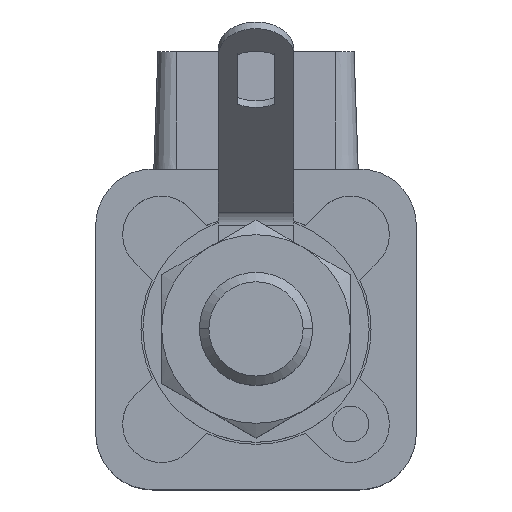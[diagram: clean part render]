
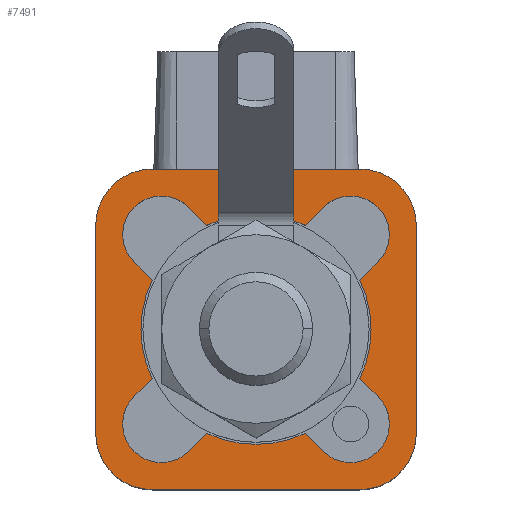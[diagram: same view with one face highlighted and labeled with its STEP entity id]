
A CAD part, top view. The second image highlights one B-rep face of the part: STEP entity #7491.
In plain terms, the highlighted planar face has unit normal (0, 0, 1).
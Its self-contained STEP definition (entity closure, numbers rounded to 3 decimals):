
#51=DIRECTION('',(1.,0.,0.));
#52=VECTOR('',#51,11.);
#53=CARTESIAN_POINT('',(-5.5,8.5,0.));
#54=LINE('',#53,#52);
#55=CARTESIAN_POINT('',(5.5,5.5,0.));
#56=DIRECTION('',(0.,0.,-1.));
#57=DIRECTION('',(0.,1.,0.));
#58=AXIS2_PLACEMENT_3D('',#55,#56,#57);
#60=DIRECTION('',(0.,-1.,0.));
#61=VECTOR('',#60,11.);
#62=CARTESIAN_POINT('',(8.5,5.5,0.));
#63=LINE('',#62,#61);
#64=CARTESIAN_POINT('',(5.5,-5.5,0.));
#65=DIRECTION('',(0.,0.,-1.));
#66=DIRECTION('',(1.,0.,0.));
#67=AXIS2_PLACEMENT_3D('',#64,#65,#66);
#69=DIRECTION('',(-1.,0.,0.));
#70=VECTOR('',#69,11.);
#71=CARTESIAN_POINT('',(5.5,-8.5,0.));
#72=LINE('',#71,#70);
#73=CARTESIAN_POINT('',(-5.5,-5.5,0.));
#74=DIRECTION('',(0.,0.,-1.));
#75=DIRECTION('',(0.,-1.,0.));
#76=AXIS2_PLACEMENT_3D('',#73,#74,#75);
#78=DIRECTION('',(0.,1.,0.));
#79=VECTOR('',#78,11.);
#80=CARTESIAN_POINT('',(-8.5,-5.5,0.));
#81=LINE('',#80,#79);
#82=CARTESIAN_POINT('',(-5.5,5.5,0.));
#83=DIRECTION('',(0.,0.,-1.));
#84=DIRECTION('',(-1.,0.,0.));
#85=AXIS2_PLACEMENT_3D('',#82,#83,#84);
#87=CARTESIAN_POINT('',(0.,0.,0.));
#88=DIRECTION('',(0.,0.,1.));
#89=DIRECTION('',(0.428,0.904,0.));
#90=AXIS2_PLACEMENT_3D('',#87,#88,#89);
#92=DIRECTION('',(-0.707,0.707,0.));
#93=VECTOR('',#92,1.355);
#94=CARTESIAN_POINT('',(-2.613,5.512,0.));
#95=LINE('',#94,#93);
#96=CARTESIAN_POINT('',(-5.02,5.02,0.));
#97=DIRECTION('',(0.,0.,1.));
#98=DIRECTION('',(0.707,0.707,0.));
#99=AXIS2_PLACEMENT_3D('',#96,#97,#98);
#101=DIRECTION('',(0.707,-0.707,0.));
#102=VECTOR('',#101,1.355);
#103=CARTESIAN_POINT('',(-6.47,3.571,0.));
#104=LINE('',#103,#102);
#105=CARTESIAN_POINT('',(0.,0.,0.));
#106=DIRECTION('',(0.,0.,1.));
#107=DIRECTION('',(-0.904,0.428,0.));
#108=AXIS2_PLACEMENT_3D('',#105,#106,#107);
#110=DIRECTION('',(-0.707,-0.707,0.));
#111=VECTOR('',#110,1.355);
#112=CARTESIAN_POINT('',(-5.512,-2.613,0.));
#113=LINE('',#112,#111);
#114=CARTESIAN_POINT('',(-5.02,-5.02,0.));
#115=DIRECTION('',(0.,0.,1.));
#116=DIRECTION('',(-0.707,0.707,0.));
#117=AXIS2_PLACEMENT_3D('',#114,#115,#116);
#119=DIRECTION('',(0.707,0.707,0.));
#120=VECTOR('',#119,1.355);
#121=CARTESIAN_POINT('',(-3.571,-6.47,0.));
#122=LINE('',#121,#120);
#123=CARTESIAN_POINT('',(0.,0.,0.));
#124=DIRECTION('',(0.,0.,1.));
#125=DIRECTION('',(-0.428,-0.904,0.));
#126=AXIS2_PLACEMENT_3D('',#123,#124,#125);
#128=DIRECTION('',(0.707,-0.707,0.));
#129=VECTOR('',#128,1.355);
#130=CARTESIAN_POINT('',(2.613,-5.512,0.));
#131=LINE('',#130,#129);
#132=CARTESIAN_POINT('',(5.02,-5.02,0.));
#133=DIRECTION('',(0.,0.,1.));
#134=DIRECTION('',(-0.707,-0.707,0.));
#135=AXIS2_PLACEMENT_3D('',#132,#133,#134);
#137=DIRECTION('',(-0.707,0.707,0.));
#138=VECTOR('',#137,1.355);
#139=CARTESIAN_POINT('',(6.47,-3.571,0.));
#140=LINE('',#139,#138);
#141=CARTESIAN_POINT('',(0.,0.,0.));
#142=DIRECTION('',(0.,0.,1.));
#143=DIRECTION('',(0.904,-0.428,0.));
#144=AXIS2_PLACEMENT_3D('',#141,#142,#143);
#146=DIRECTION('',(0.707,0.707,0.));
#147=VECTOR('',#146,1.355);
#148=CARTESIAN_POINT('',(5.512,2.613,0.));
#149=LINE('',#148,#147);
#150=CARTESIAN_POINT('',(5.02,5.02,0.));
#151=DIRECTION('',(0.,0.,1.));
#152=DIRECTION('',(0.707,-0.707,0.));
#153=AXIS2_PLACEMENT_3D('',#150,#151,#152);
#155=DIRECTION('',(-0.707,-0.707,0.));
#156=VECTOR('',#155,1.355);
#157=CARTESIAN_POINT('',(3.571,6.47,0.));
#158=LINE('',#157,#156);
#6089=CARTESIAN_POINT('',(-5.5,8.5,0.));
#6090=CARTESIAN_POINT('',(5.5,8.5,0.));
#6091=VERTEX_POINT('',#6089);
#6092=VERTEX_POINT('',#6090);
#6093=CARTESIAN_POINT('',(8.5,5.5,0.));
#6094=VERTEX_POINT('',#6093);
#6095=CARTESIAN_POINT('',(8.5,-5.5,0.));
#6096=VERTEX_POINT('',#6095);
#6097=CARTESIAN_POINT('',(5.5,-8.5,0.));
#6098=VERTEX_POINT('',#6097);
#6099=CARTESIAN_POINT('',(-5.5,-8.5,0.));
#6100=VERTEX_POINT('',#6099);
#6101=CARTESIAN_POINT('',(-8.5,-5.5,0.));
#6102=VERTEX_POINT('',#6101);
#6103=CARTESIAN_POINT('',(-8.5,5.5,0.));
#6104=VERTEX_POINT('',#6103);
#7386=CARTESIAN_POINT('',(2.613,5.512,0.));
#7387=CARTESIAN_POINT('',(-2.613,5.512,0.));
#7388=VERTEX_POINT('',#7386);
#7389=VERTEX_POINT('',#7387);
#7390=CARTESIAN_POINT('',(-3.571,6.47,0.));
#7391=VERTEX_POINT('',#7390);
#7392=CARTESIAN_POINT('',(-6.47,3.571,0.));
#7393=VERTEX_POINT('',#7392);
#7394=CARTESIAN_POINT('',(-5.512,2.613,0.));
#7395=VERTEX_POINT('',#7394);
#7396=CARTESIAN_POINT('',(-5.512,-2.613,0.));
#7397=VERTEX_POINT('',#7396);
#7398=CARTESIAN_POINT('',(-6.47,-3.571,0.));
#7399=VERTEX_POINT('',#7398);
#7400=CARTESIAN_POINT('',(-3.571,-6.47,0.));
#7401=VERTEX_POINT('',#7400);
#7402=CARTESIAN_POINT('',(-2.613,-5.512,0.));
#7403=VERTEX_POINT('',#7402);
#7404=CARTESIAN_POINT('',(2.613,-5.512,0.));
#7405=VERTEX_POINT('',#7404);
#7406=CARTESIAN_POINT('',(3.571,-6.47,0.));
#7407=VERTEX_POINT('',#7406);
#7408=CARTESIAN_POINT('',(6.47,-3.571,0.));
#7409=VERTEX_POINT('',#7408);
#7410=CARTESIAN_POINT('',(5.512,-2.613,0.));
#7411=VERTEX_POINT('',#7410);
#7412=CARTESIAN_POINT('',(5.512,2.613,0.));
#7413=VERTEX_POINT('',#7412);
#7414=CARTESIAN_POINT('',(6.47,3.571,0.));
#7415=VERTEX_POINT('',#7414);
#7416=CARTESIAN_POINT('',(3.571,6.47,0.));
#7417=VERTEX_POINT('',#7416);
#7434=CARTESIAN_POINT('',(0.,0.,0.));
#7435=DIRECTION('',(0.,0.,-1.));
#7436=DIRECTION('',(-1.,0.,0.));
#7437=AXIS2_PLACEMENT_3D('',#7434,#7435,#7436);
#7438=PLANE('',#7437);
#7440=ORIENTED_EDGE('',*,*,#7439,.T.);
#7442=ORIENTED_EDGE('',*,*,#7441,.T.);
#7444=ORIENTED_EDGE('',*,*,#7443,.T.);
#7446=ORIENTED_EDGE('',*,*,#7445,.T.);
#7448=ORIENTED_EDGE('',*,*,#7447,.T.);
#7450=ORIENTED_EDGE('',*,*,#7449,.T.);
#7452=ORIENTED_EDGE('',*,*,#7451,.T.);
#7454=ORIENTED_EDGE('',*,*,#7453,.T.);
#7455=EDGE_LOOP('',(#7440,#7442,#7444,#7446,#7448,#7450,#7452,#7454));
#7456=FACE_OUTER_BOUND('',#7455,.F.);
#7458=ORIENTED_EDGE('',*,*,#7457,.T.);
#7460=ORIENTED_EDGE('',*,*,#7459,.T.);
#7462=ORIENTED_EDGE('',*,*,#7461,.T.);
#7464=ORIENTED_EDGE('',*,*,#7463,.T.);
#7466=ORIENTED_EDGE('',*,*,#7465,.T.);
#7468=ORIENTED_EDGE('',*,*,#7467,.T.);
#7470=ORIENTED_EDGE('',*,*,#7469,.T.);
#7472=ORIENTED_EDGE('',*,*,#7471,.T.);
#7474=ORIENTED_EDGE('',*,*,#7473,.T.);
#7476=ORIENTED_EDGE('',*,*,#7475,.T.);
#7478=ORIENTED_EDGE('',*,*,#7477,.T.);
#7480=ORIENTED_EDGE('',*,*,#7479,.T.);
#7482=ORIENTED_EDGE('',*,*,#7481,.T.);
#7484=ORIENTED_EDGE('',*,*,#7483,.T.);
#7486=ORIENTED_EDGE('',*,*,#7485,.T.);
#7488=ORIENTED_EDGE('',*,*,#7487,.T.);
#7489=EDGE_LOOP('',(#7458,#7460,#7462,#7464,#7466,#7468,#7470,#7472,#7474,#7476,
#7478,#7480,#7482,#7484,#7486,#7488));
#7490=FACE_BOUND('',#7489,.F.);
#7491=ADVANCED_FACE('',(#7456,#7490),#7438,.F.);
#59=CIRCLE('',#58,3.);
#68=CIRCLE('',#67,3.);
#77=CIRCLE('',#76,3.);
#86=CIRCLE('',#85,3.);
#91=CIRCLE('',#90,6.1);
#100=CIRCLE('',#99,2.05);
#109=CIRCLE('',#108,6.1);
#118=CIRCLE('',#117,2.05);
#127=CIRCLE('',#126,6.1);
#136=CIRCLE('',#135,2.05);
#145=CIRCLE('',#144,6.1);
#154=CIRCLE('',#153,2.05);
#7439=EDGE_CURVE('',#6091,#6092,#54,.T.);
#7441=EDGE_CURVE('',#6092,#6094,#59,.T.);
#7443=EDGE_CURVE('',#6094,#6096,#63,.T.);
#7445=EDGE_CURVE('',#6096,#6098,#68,.T.);
#7447=EDGE_CURVE('',#6098,#6100,#72,.T.);
#7449=EDGE_CURVE('',#6100,#6102,#77,.T.);
#7451=EDGE_CURVE('',#6102,#6104,#81,.T.);
#7453=EDGE_CURVE('',#6104,#6091,#86,.T.);
#7457=EDGE_CURVE('',#7388,#7389,#91,.T.);
#7459=EDGE_CURVE('',#7389,#7391,#95,.T.);
#7461=EDGE_CURVE('',#7391,#7393,#100,.T.);
#7463=EDGE_CURVE('',#7393,#7395,#104,.T.);
#7465=EDGE_CURVE('',#7395,#7397,#109,.T.);
#7467=EDGE_CURVE('',#7397,#7399,#113,.T.);
#7469=EDGE_CURVE('',#7399,#7401,#118,.T.);
#7471=EDGE_CURVE('',#7401,#7403,#122,.T.);
#7473=EDGE_CURVE('',#7403,#7405,#127,.T.);
#7475=EDGE_CURVE('',#7405,#7407,#131,.T.);
#7477=EDGE_CURVE('',#7407,#7409,#136,.T.);
#7479=EDGE_CURVE('',#7409,#7411,#140,.T.);
#7481=EDGE_CURVE('',#7411,#7413,#145,.T.);
#7483=EDGE_CURVE('',#7413,#7415,#149,.T.);
#7485=EDGE_CURVE('',#7415,#7417,#154,.T.);
#7487=EDGE_CURVE('',#7417,#7388,#158,.T.);
